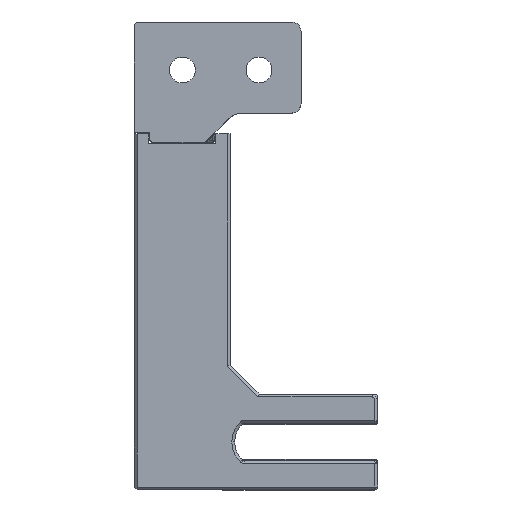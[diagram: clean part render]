
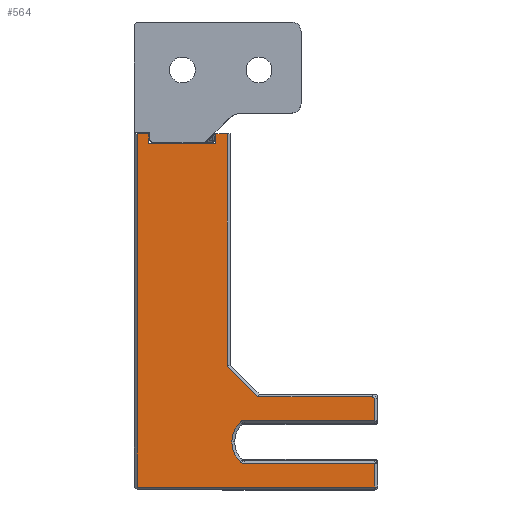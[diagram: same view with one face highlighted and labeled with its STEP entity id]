
A CAD part, top view. The second image highlights one B-rep face of the part: STEP entity #564.
In plain terms, the highlighted planar face has unit normal (0, 0, 1).
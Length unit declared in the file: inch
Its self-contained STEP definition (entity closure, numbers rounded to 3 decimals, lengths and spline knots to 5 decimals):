
#564=ADVANCED_FACE('',(#1234),#1235,.F.);
#1234=FACE_OUTER_BOUND('',#3244,.T.);
#1235=PLANE('',#3245);
#3244=EDGE_LOOP('',(#5564,#5565,#5566,#5567,#5568,#5569,#5570,#5571,#5572,#5573,#5574,#5575,#5576,#5577,#5578,#5579,#5580,#5581,#5582,#5583,#5584,#5585));
#3245=AXIS2_PLACEMENT_3D('',#5586,#5587,#5588);
#5564=ORIENTED_EDGE('',*,*,#7318,.F.);
#5565=ORIENTED_EDGE('',*,*,#6837,.F.);
#5566=ORIENTED_EDGE('',*,*,#7235,.F.);
#5567=ORIENTED_EDGE('',*,*,#7219,.F.);
#5568=ORIENTED_EDGE('',*,*,#6747,.F.);
#5569=ORIENTED_EDGE('',*,*,#7319,.F.);
#5570=ORIENTED_EDGE('',*,*,#7127,.F.);
#5571=ORIENTED_EDGE('',*,*,#7320,.F.);
#5572=ORIENTED_EDGE('',*,*,#6847,.F.);
#5573=ORIENTED_EDGE('',*,*,#7321,.F.);
#5574=ORIENTED_EDGE('',*,*,#7105,.F.);
#5575=ORIENTED_EDGE('',*,*,#7256,.F.);
#5576=ORIENTED_EDGE('',*,*,#6867,.F.);
#5577=ORIENTED_EDGE('',*,*,#7309,.F.);
#5578=ORIENTED_EDGE('',*,*,#6986,.F.);
#5579=ORIENTED_EDGE('',*,*,#6968,.F.);
#5580=ORIENTED_EDGE('',*,*,#7084,.F.);
#5581=ORIENTED_EDGE('',*,*,#7322,.F.);
#5582=ORIENTED_EDGE('',*,*,#7323,.T.);
#5583=ORIENTED_EDGE('',*,*,#7058,.T.);
#5584=ORIENTED_EDGE('',*,*,#6821,.T.);
#5585=ORIENTED_EDGE('',*,*,#7324,.F.);
#5586=CARTESIAN_POINT('',(-2.64275,-2.9055,-1.83858));
#5587=DIRECTION('',(0.0,0.0,-1.0));
#5588=DIRECTION('',(1.0,0.0,0.0));
#6747=EDGE_CURVE('',#7721,#7718,#7723,.T.);
#6821=EDGE_CURVE('',#7846,#7843,#7847,.T.);
#6837=EDGE_CURVE('',#7681,#7872,#7873,.T.);
#6847=EDGE_CURVE('',#7887,#7885,#7889,.T.);
#6867=EDGE_CURVE('',#7922,#7915,#7924,.T.);
#6968=EDGE_CURVE('',#8098,#8099,#8100,.T.);
#6986=EDGE_CURVE('',#8099,#8129,#8130,.T.);
#7058=EDGE_CURVE('',#8236,#7846,#8238,.T.);
#7084=EDGE_CURVE('',#8272,#8098,#8274,.T.);
#7105=EDGE_CURVE('',#8302,#7945,#8305,.T.);
#7127=EDGE_CURVE('',#8335,#8337,#8338,.T.);
#7219=EDGE_CURVE('',#7718,#8477,#8478,.T.);
#7235=EDGE_CURVE('',#8477,#7681,#8499,.T.);
#7256=EDGE_CURVE('',#7915,#8302,#8526,.T.);
#7309=EDGE_CURVE('',#8129,#7922,#8600,.T.);
#7318=EDGE_CURVE('',#7872,#8609,#8610,.T.);
#7319=EDGE_CURVE('',#8337,#7721,#8611,.T.);
#7320=EDGE_CURVE('',#7885,#8335,#8612,.T.);
#7321=EDGE_CURVE('',#7945,#7887,#8613,.T.);
#7322=EDGE_CURVE('',#8614,#8272,#8615,.T.);
#7323=EDGE_CURVE('',#8614,#8236,#8616,.T.);
#7324=EDGE_CURVE('',#8609,#7843,#8617,.T.);
#7681=VERTEX_POINT('',#9075);
#7718=VERTEX_POINT('',#9155);
#7721=VERTEX_POINT('',#9159);
#7723=CIRCLE('',#9162,0.04724);
#7843=VERTEX_POINT('',#9324);
#7846=VERTEX_POINT('',#9328);
#7847=LINE('',#9329,#9330);
#7872=VERTEX_POINT('',#9365);
#7873=LINE('',#9366,#9367);
#7885=VERTEX_POINT('',#9382);
#7887=VERTEX_POINT('',#9385);
#7889=CIRCLE('',#9388,0.04724);
#7915=VERTEX_POINT('',#9426);
#7922=VERTEX_POINT('',#9443);
#7924=ELLIPSE('',#9446,0.06819,0.03937);
#7945=VERTEX_POINT('',#9488);
#8098=VERTEX_POINT('',#9713);
#8099=VERTEX_POINT('',#9714);
#8100=LINE('',#9715,#9716);
#8129=VERTEX_POINT('',#9769);
#8130=LINE('',#9770,#9771);
#8236=VERTEX_POINT('',#9916);
#8238=LINE('',#9919,#9920);
#8272=VERTEX_POINT('',#9967);
#8274=LINE('',#9970,#9971);
#8302=VERTEX_POINT('',#10011);
#8305=LINE('',#10015,#10016);
#8335=VERTEX_POINT('',#10054);
#8337=VERTEX_POINT('',#10057);
#8338=CIRCLE('',#10058,0.22441);
#8477=VERTEX_POINT('',#10273);
#8478=CIRCLE('',#10274,0.04724);
#8499=LINE('',#10301,#10302);
#8526=ELLIPSE('',#10343,0.06819,0.03937);
#8600=LINE('',#10459,#10460);
#8609=VERTEX_POINT('',#10470);
#8610=LINE('',#10471,#10472);
#8611=CIRCLE('',#10473,0.22441);
#8612=CIRCLE('',#10474,0.04724);
#8613=LINE('',#10475,#10476);
#8614=VERTEX_POINT('',#10477);
#8615=LINE('',#10478,#10479);
#8616=LINE('',#10480,#10481);
#8617=LINE('',#10482,#10483);
#9075=CARTESIAN_POINT('',(0.95004,-3.22675,-1.83858));
#9155=CARTESIAN_POINT('',(-0.14049,-3.22323,-1.83858));
#9159=CARTESIAN_POINT('',(-0.15572,-3.2132,-1.83858));
#9162=AXIS2_PLACEMENT_3D('',#10984,#10985,#10986);
#9324=CARTESIAN_POINT('',(-1.00001,-0.52058,-1.83858));
#9328=CARTESIAN_POINT('',(-0.90552,-0.52058,-1.83858));
#9329=CARTESIAN_POINT('',(-0.96458,-0.52058,-1.83858));
#9330=VECTOR('',#11090,1.0);
#9365=CARTESIAN_POINT('',(0.95004,-3.42126,-1.83858));
#9366=CARTESIAN_POINT('',(0.95004,-3.05764,-1.83858));
#9367=VECTOR('',#11107,1.0);
#9382=CARTESIAN_POINT('',(-0.14049,-2.87913,-1.83858));
#9385=CARTESIAN_POINT('',(-0.1226,-2.87562,-1.83858));
#9388=AXIS2_PLACEMENT_3D('',#11119,#11120,#11121);
#9426=CARTESIAN_POINT('',(0.94258,-2.68856,-1.83858));
#9443=CARTESIAN_POINT('',(0.9222,-2.6811,-1.83858));
#9446=AXIS2_PLACEMENT_3D('',#11147,#11148,#11149);
#9488=CARTESIAN_POINT('',(0.95004,-2.87562,-1.83858));
#9713=CARTESIAN_POINT('',(-0.25985,-0.52058,-1.83858));
#9714=CARTESIAN_POINT('',(-0.25985,-2.43105,-1.83858));
#9715=CARTESIAN_POINT('',(-0.25985,-2.2403,-1.83858));
#9716=VECTOR('',#11274,1.0);
#9769=CARTESIAN_POINT('',(-0.00979,-2.6811,-1.83858));
#9770=CARTESIAN_POINT('',(-0.67445,-2.01645,-1.83858));
#9771=VECTOR('',#11291,1.0);
#9916=CARTESIAN_POINT('',(-0.90552,-0.59932,-1.83858));
#9919=CARTESIAN_POINT('',(-0.90552,-0.55995,-1.83858));
#9920=VECTOR('',#11374,1.0);
#9967=CARTESIAN_POINT('',(-0.35436,-0.52058,-1.83858));
#9970=CARTESIAN_POINT('',(-0.29528,-0.52058,-1.83858));
#9971=VECTOR('',#11404,1.0);
#10011=CARTESIAN_POINT('',(0.95004,-2.70894,-1.83858));
#10015=CARTESIAN_POINT('',(0.95004,-3.05764,-1.83858));
#10016=VECTOR('',#11424,1.0);
#10054=CARTESIAN_POINT('',(-0.15572,-2.88916,-1.83858));
#10057=CARTESIAN_POINT('',(-0.22281,-3.05118,-1.83858));
#10058=AXIS2_PLACEMENT_3D('',#11455,#11456,#11457);
#10273=CARTESIAN_POINT('',(-0.1226,-3.22675,-1.83858));
#10274=AXIS2_PLACEMENT_3D('',#11554,#11555,#11556);
#10301=CARTESIAN_POINT('',(-1.73754,-3.22675,-1.83858));
#10302=VECTOR('',#11575,1.0);
#10343=AXIS2_PLACEMENT_3D('',#11593,#11594,#11595);
#10459=CARTESIAN_POINT('',(-1.50371,-2.6811,-1.83858));
#10460=VECTOR('',#11656,1.0);
#10470=CARTESIAN_POINT('',(-1.00001,-3.42126,-1.83858));
#10471=CARTESIAN_POINT('',(-1.50371,-3.42126,-1.83858));
#10472=VECTOR('',#11670,1.0);
#10473=AXIS2_PLACEMENT_3D('',#11671,#11672,#11673);
#10474=AXIS2_PLACEMENT_3D('',#11674,#11675,#11676);
#10475=CARTESIAN_POINT('',(-1.73754,-2.87562,-1.83858));
#10476=VECTOR('',#11677,1.0);
#10477=CARTESIAN_POINT('',(-0.35436,-0.59932,-1.83858));
#10478=CARTESIAN_POINT('',(-0.35436,-0.55995,-1.83858));
#10479=VECTOR('',#11678,1.0);
#10480=CARTESIAN_POINT('',(-1.33387,-0.59932,-1.83858));
#10481=VECTOR('',#11679,1.0);
#10482=CARTESIAN_POINT('',(-1.00001,-2.2403,-1.83858));
#10483=VECTOR('',#11680,1.0);
#10984=CARTESIAN_POINT('',(-0.1226,-3.1795,-1.83858));
#10985=DIRECTION('',(0.0,0.0,1.0));
#10986=DIRECTION('',(-0.379,-0.926,0.0));
#11090=DIRECTION('',(-1.0,0.0,0.0));
#11107=DIRECTION('',(0.0,-1.0,0.0));
#11119=CARTESIAN_POINT('',(-0.1226,-2.92286,-1.83858));
#11120=DIRECTION('',(0.0,0.0,1.0));
#11121=DIRECTION('',(-0.379,0.926,0.0));
#11147=CARTESIAN_POINT('',(0.89436,-2.73678,-1.83858));
#11148=DIRECTION('',(0.0,0.0,-1.0));
#11149=DIRECTION('',(0.707,0.707,0.0));
#11274=DIRECTION('',(0.0,-1.0,0.0));
#11291=DIRECTION('',(0.707,-0.707,0.0));
#11374=DIRECTION('',(0.0,1.0,0.0));
#11404=DIRECTION('',(1.0,0.0,0.0));
#11424=DIRECTION('',(0.0,-1.0,0.0));
#11455=CARTESIAN_POINT('',(0.00159,-3.04921,-1.83858));
#11456=DIRECTION('',(0.0,-0.0,1.0));
#11457=DIRECTION('',(0.,1.0,0.0));
#11554=CARTESIAN_POINT('',(-0.1226,-3.1795,-1.83858));
#11555=DIRECTION('',(0.0,0.0,1.0));
#11556=DIRECTION('',(-0.379,-0.926,0.0));
#11575=DIRECTION('',(1.0,0.0,0.0));
#11593=CARTESIAN_POINT('',(0.89436,-2.73678,-1.83858));
#11594=DIRECTION('',(0.0,0.0,-1.0));
#11595=DIRECTION('',(0.707,0.707,0.0));
#11656=DIRECTION('',(1.0,0.0,0.0));
#11670=DIRECTION('',(-1.0,0.0,0.0));
#11671=CARTESIAN_POINT('',(0.00159,-3.05315,-1.83858));
#11672=DIRECTION('',(0.0,0.0,1.0));
#11673=DIRECTION('',(0.,-1.0,0.0));
#11674=CARTESIAN_POINT('',(-0.1226,-2.92286,-1.83858));
#11675=DIRECTION('',(0.0,0.0,1.0));
#11676=DIRECTION('',(-0.379,0.926,0.0));
#11677=DIRECTION('',(-1.0,0.0,0.0));
#11678=DIRECTION('',(0.0,1.0,0.0));
#11679=DIRECTION('',(-1.0,0.0,0.0));
#11680=DIRECTION('',(0.0,1.0,0.0));
